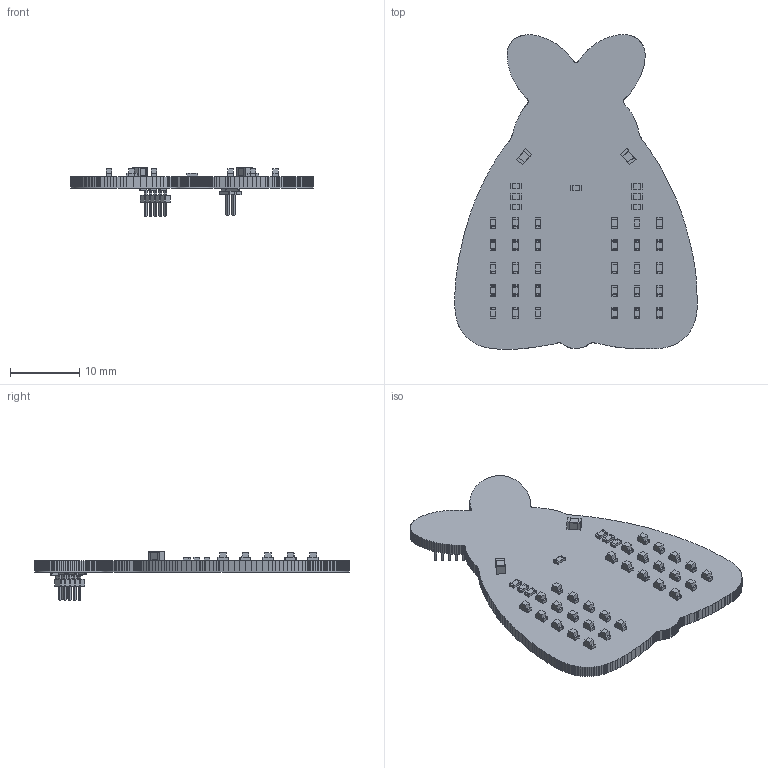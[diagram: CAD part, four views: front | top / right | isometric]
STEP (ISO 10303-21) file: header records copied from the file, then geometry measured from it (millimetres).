
FILE_DESCRIPTION(('KiCad electronic assembly'),'2;1');
FILE_NAME('KarmothDiceRoller_V1.step','2024-08-23T16:05:51',('Pcbnew'),( 'Kicad'),'Open CASCADE STEP processor 7.8','KiCad to STEP converter' ,'Unknown');
FILE_SCHEMA(('AUTOMOTIVE_DESIGN { 1 0 10303 214 1 1 1 1 }'));
Length unit declared in the file: millimetre
Products named in the file (12): KarmothDiceRoller_V1 1; R_0603_1608Metric; LED_0603_1608Metric; C_0805_2012Metric; PinHeader_1x05_P1.00mm_Vertical_SMD_Pin1Left; PinHeader_1x05_P100mm_Vertical_SMD_Pin1Left; PinHeader_1x02_P1.27mm_Vertical_SMD_Pin1Right; PinHeader_1x02_P127mm_Vertical_SMD_Pin1Right; _autosave-KarmothDiceRoller_V1_PCB
Assembly tree (47 placements, depth 3):
  KarmothDiceRoller_V1 1
    R_0603_1608Metric  x7
      R_0603_1608Metric
    LED_0603_1608Metric  x30
      LED_0603_1608Metric
    C_0805_2012Metric  x2
      C_0805_2012Metric
    PinHeader_1x05_P1.00mm_Vertical_SMD_Pin1Left
      PinHeader_1x05_P100mm_Vertical_SMD_Pin1Left
    PinHeader_1x02_P1.27mm_Vertical_SMD_Pin1Right
      PinHeader_1x02_P127mm_Vertical_SMD_Pin1Right
    _autosave-KarmothDiceRoller_V1_PCB
Bounding box: 34.89 x 45.3 x 6.95 mm (x, y, z)
Volume: 1904.3 mm3; surface area: 2898.8 mm2
Topology: 42 solids, 42 shells, 2531 faces, 6879 edges, 4478 vertices
Faces by surface type: plane 2204, cylinder 327
Entity records: 31028 total; most frequent: CARTESIAN_POINT 5159, ORIENTED_EDGE 5084, DIRECTION 4502, EDGE_CURVE 2542, LINE 2472, VECTOR 2472, VERTEX_POINT 1672, AXIS2_PLACEMENT_3D 1015
